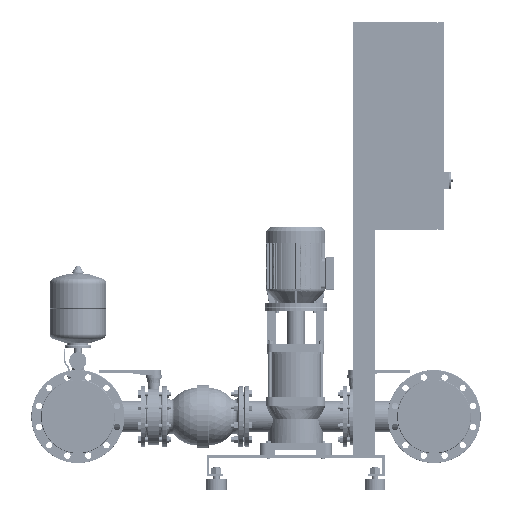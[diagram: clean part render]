
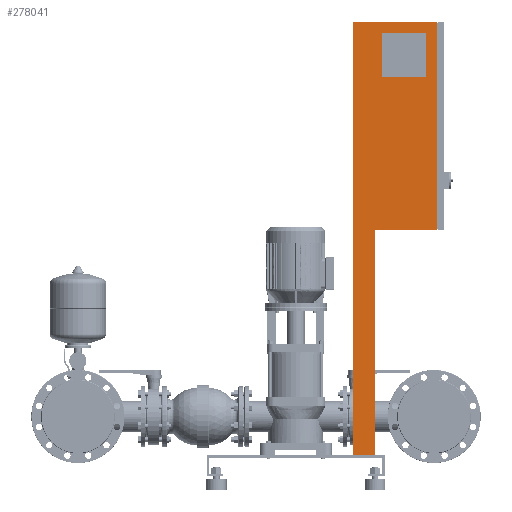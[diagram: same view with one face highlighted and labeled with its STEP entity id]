
A CAD part, left-side view. The second image highlights one B-rep face of the part: STEP entity #278041.
In plain terms, the highlighted planar face has unit normal (-1, 0, 0).
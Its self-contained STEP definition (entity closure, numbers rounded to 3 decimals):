
#276670=CARTESIAN_POINT('',(0.,-210.,128.0));
#276671=VERTEX_POINT('',#276670);
#276678=CARTESIAN_POINT('',(0.,-210.0,1708.0));
#276679=VERTEX_POINT('',#276678);
#276680=CARTESIAN_POINT('',(0.,-210.0,1708.0));
#276681=DIRECTION('',(0.0,0.0,-1.0));
#276682=VECTOR('',#276681,1580.0);
#276683=LINE('',#276680,#276682);
#276684=EDGE_CURVE('',#276679,#276671,#276683,.T.);
#276708=CARTESIAN_POINT('',(0.,-290.,948.0));
#276709=VERTEX_POINT('',#276708);
#276718=CARTESIAN_POINT('',(0.,-290.,128.0));
#276719=VERTEX_POINT('',#276718);
#276720=CARTESIAN_POINT('',(0.,-290.,128.0));
#276721=DIRECTION('',(0.0,0.0,1.0));
#276722=VECTOR('',#276721,820.0);
#276723=LINE('',#276720,#276722);
#276724=EDGE_CURVE('',#276719,#276709,#276723,.T.);
#276781=CARTESIAN_POINT('',(0.,-210.,128.0));
#276782=DIRECTION('',(0.0,-1.0,0.0));
#276783=VECTOR('',#276782,80.0);
#276784=LINE('',#276781,#276783);
#276785=EDGE_CURVE('',#276671,#276719,#276784,.T.);
#276827=CARTESIAN_POINT('',(0.,-475.0,1668.0));
#276828=VERTEX_POINT('',#276827);
#276835=CARTESIAN_POINT('',(0.,-315.0,1668.0));
#276836=VERTEX_POINT('',#276835);
#276837=CARTESIAN_POINT('',(0.,-315.0,1668.0));
#276838=DIRECTION('',(0.0,-1.0,0.0));
#276839=VECTOR('',#276838,160.0);
#276840=LINE('',#276837,#276839);
#276841=EDGE_CURVE('',#276836,#276828,#276840,.T.);
#276865=CARTESIAN_POINT('',(0.0,-475.,1508.));
#276866=VERTEX_POINT('',#276865);
#276873=CARTESIAN_POINT('',(0.,-475.0,1668.0));
#276874=DIRECTION('',(0.0,0.0,-1.0));
#276875=VECTOR('',#276874,160.);
#276876=LINE('',#276873,#276875);
#276877=EDGE_CURVE('',#276828,#276866,#276876,.T.);
#276896=CARTESIAN_POINT('',(0.0,-315.,1508.0));
#276897=VERTEX_POINT('',#276896);
#276904=CARTESIAN_POINT('',(0.0,-475.,1508.));
#276905=DIRECTION('',(0.0,1.0,0.0));
#276906=VECTOR('',#276905,160.);
#276907=LINE('',#276904,#276906);
#276908=EDGE_CURVE('',#276866,#276897,#276907,.T.);
#276926=CARTESIAN_POINT('',(0.0,-315.,1508.0));
#276927=DIRECTION('',(0.0,0.0,1.0));
#276928=VECTOR('',#276927,160.0);
#276929=LINE('',#276926,#276928);
#276930=EDGE_CURVE('',#276897,#276836,#276929,.T.);
#277877=CARTESIAN_POINT('',(0.,-515.0,1708.0));
#277878=VERTEX_POINT('',#277877);
#277885=CARTESIAN_POINT('',(0.,-515.0,948.0));
#277886=VERTEX_POINT('',#277885);
#277887=CARTESIAN_POINT('',(0.,-515.0,948.0));
#277888=DIRECTION('',(0.0,0.0,1.0));
#277889=VECTOR('',#277888,760.0);
#277890=LINE('',#277887,#277889);
#277891=EDGE_CURVE('',#277886,#277878,#277890,.T.);
#277925=CARTESIAN_POINT('',(0.,-210.0,1708.0));
#277926=DIRECTION('',(0.0,-1.0,0.0));
#277927=VECTOR('',#277926,305.0);
#277928=LINE('',#277925,#277927);
#277929=EDGE_CURVE('',#276679,#277878,#277928,.T.);
#278009=CARTESIAN_POINT('',(0.,-290.,948.0));
#278010=DIRECTION('',(0.0,-1.0,0.0));
#278011=VECTOR('',#278010,225.);
#278012=LINE('',#278009,#278011);
#278013=EDGE_CURVE('',#276709,#277886,#278012,.T.);
#278022=CARTESIAN_POINT('',(0.,-290.,948.0));
#278023=DIRECTION('',(-1.0,0.0,0.0));
#278024=DIRECTION('',(0.0,-1.0,0.0));
#278025=AXIS2_PLACEMENT_3D('',#278022,#278023,#278024);
#278026=PLANE('',#278025);
#278027=ORIENTED_EDGE('',*,*,#277891,.T.);
#278028=ORIENTED_EDGE('',*,*,#277929,.F.);
#278029=ORIENTED_EDGE('',*,*,#276684,.T.);
#278030=ORIENTED_EDGE('',*,*,#276785,.T.);
#278031=ORIENTED_EDGE('',*,*,#276724,.T.);
#278032=ORIENTED_EDGE('',*,*,#278013,.T.);
#278033=EDGE_LOOP('',(#278027,#278028,#278029,#278030,#278031,#278032));
#278034=FACE_OUTER_BOUND('',#278033,.T.);
#278035=ORIENTED_EDGE('',*,*,#276841,.T.);
#278036=ORIENTED_EDGE('',*,*,#276877,.T.);
#278037=ORIENTED_EDGE('',*,*,#276908,.T.);
#278038=ORIENTED_EDGE('',*,*,#276930,.T.);
#278039=EDGE_LOOP('',(#278035,#278036,#278037,#278038));
#278040=FACE_BOUND('',#278039,.T.);
#278041=ADVANCED_FACE('',(#278034,#278040),#278026,.T.);
